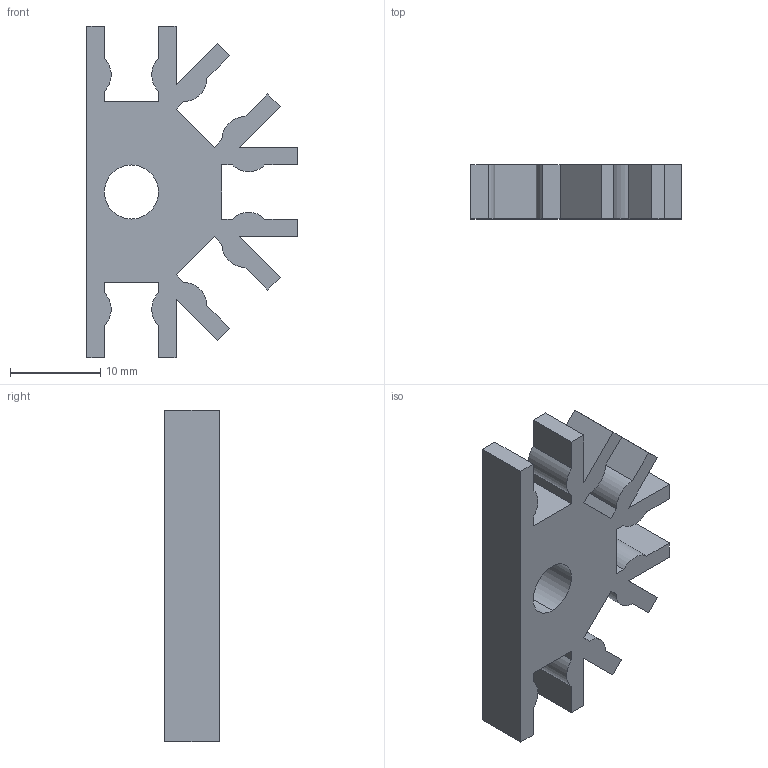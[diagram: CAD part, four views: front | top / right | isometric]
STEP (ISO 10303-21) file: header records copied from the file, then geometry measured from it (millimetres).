
FILE_DESCRIPTION (( 'STEP AP214' ), '1' );
FILE_NAME ('Connector 5 Yellow.STEP', '2023-03-31T21:31:15', ( '' ), ( '' ), 'SwSTEP 2.0', 'SolidWorks 2022', '' );
FILE_SCHEMA (( 'AUTOMOTIVE_DESIGN' ));
Length unit declared in the file: millimetre
Products named in the file (1): Connector 5 Yellow
Bounding box: 23.33 x 6 x 36.77 mm (x, y, z)
Volume: 2473.8 mm3; surface area: 2291.3 mm2
Topology: 1 solids, 1 shells, 59 faces, 171 edges, 114 vertices
Faces by surface type: plane 46, cylinder 13
Entity records: 1969 total; most frequent: CARTESIAN_POINT 345, ORIENTED_EDGE 342, DIRECTION 317, EDGE_CURVE 171, LINE 145, VECTOR 145, VERTEX_POINT 114, AXIS2_PLACEMENT_3D 86
